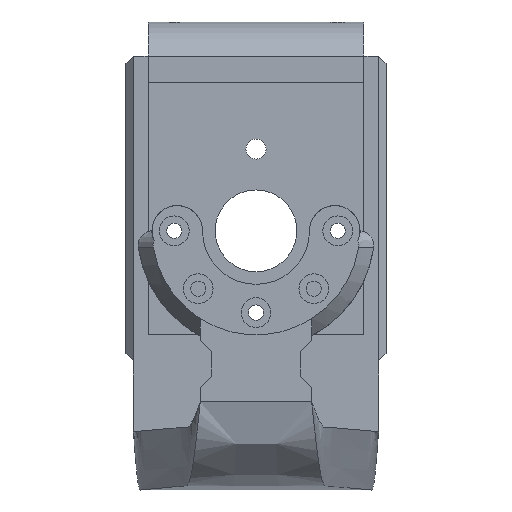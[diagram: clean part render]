
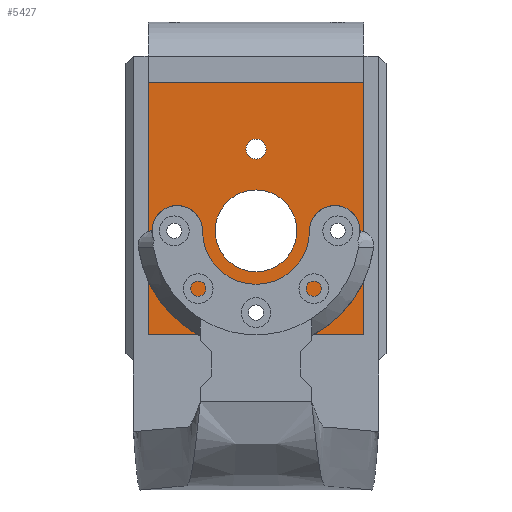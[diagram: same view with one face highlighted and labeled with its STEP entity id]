
A CAD part, front view. The second image highlights one B-rep face of the part: STEP entity #5427.
In plain terms, the highlighted planar face has unit normal (0, -1, 0).
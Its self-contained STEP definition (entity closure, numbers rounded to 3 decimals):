
#30=FACE_BOUND('',#1768,.T.);
#31=FACE_BOUND('',#1769,.T.);
#32=FACE_BOUND('',#1770,.T.);
#33=FACE_BOUND('',#1771,.T.);
#34=FACE_BOUND('',#1772,.T.);
#101=CIRCLE('',#5768,1.35);
#102=CIRCLE('',#5769,1.35);
#105=CIRCLE('',#5773,1.35);
#106=CIRCLE('',#5774,1.35);
#109=CIRCLE('',#5778,1.35);
#110=CIRCLE('',#5779,1.35);
#113=CIRCLE('',#5783,5.5);
#114=CIRCLE('',#5784,5.5);
#117=CIRCLE('',#5788,1.35);
#118=CIRCLE('',#5789,1.35);
#473=LINE('',#13815,#846);
#474=LINE('',#13818,#847);
#475=LINE('',#13820,#848);
#476=LINE('',#13821,#849);
#846=VECTOR('',#6678,1.);
#847=VECTOR('',#6681,1.);
#848=VECTOR('',#6682,1.);
#849=VECTOR('',#6683,1.);
#1110=PLANE('',#5798);
#1426=FACE_OUTER_BOUND('',#1767,.T.);
#1767=EDGE_LOOP('',(#4742,#4743,#4744,#4745));
#1768=EDGE_LOOP('',(#4746,#4747));
#1769=EDGE_LOOP('',(#4748,#4749));
#1770=EDGE_LOOP('',(#4750,#4751));
#1771=EDGE_LOOP('',(#4752,#4753));
#1772=EDGE_LOOP('',(#4754,#4755));
#2597=VERTEX_POINT('',#13715);
#2598=VERTEX_POINT('',#13716);
#2601=VERTEX_POINT('',#13725);
#2602=VERTEX_POINT('',#13726);
#2605=VERTEX_POINT('',#13735);
#2606=VERTEX_POINT('',#13736);
#2609=VERTEX_POINT('',#13745);
#2610=VERTEX_POINT('',#13746);
#2613=VERTEX_POINT('',#13755);
#2614=VERTEX_POINT('',#13756);
#2626=VERTEX_POINT('',#13809);
#2628=VERTEX_POINT('',#13813);
#2629=VERTEX_POINT('',#13817);
#2630=VERTEX_POINT('',#13819);
#3326=EDGE_CURVE('',#2597,#2598,#101,.T.);
#3327=EDGE_CURVE('',#2598,#2597,#102,.T.);
#3331=EDGE_CURVE('',#2601,#2602,#105,.T.);
#3332=EDGE_CURVE('',#2602,#2601,#106,.T.);
#3336=EDGE_CURVE('',#2605,#2606,#109,.T.);
#3337=EDGE_CURVE('',#2606,#2605,#110,.T.);
#3341=EDGE_CURVE('',#2609,#2610,#113,.T.);
#3342=EDGE_CURVE('',#2610,#2609,#114,.T.);
#3346=EDGE_CURVE('',#2613,#2614,#117,.T.);
#3347=EDGE_CURVE('',#2614,#2613,#118,.T.);
#3366=EDGE_CURVE('',#2626,#2628,#473,.T.);
#3367=EDGE_CURVE('',#2629,#2626,#474,.T.);
#3368=EDGE_CURVE('',#2630,#2628,#475,.T.);
#3369=EDGE_CURVE('',#2629,#2630,#476,.T.);
#4742=ORIENTED_EDGE('',*,*,#3367,.T.);
#4743=ORIENTED_EDGE('',*,*,#3366,.T.);
#4744=ORIENTED_EDGE('',*,*,#3368,.F.);
#4745=ORIENTED_EDGE('',*,*,#3369,.F.);
#4746=ORIENTED_EDGE('',*,*,#3346,.T.);
#4747=ORIENTED_EDGE('',*,*,#3347,.T.);
#4748=ORIENTED_EDGE('',*,*,#3341,.T.);
#4749=ORIENTED_EDGE('',*,*,#3342,.T.);
#4750=ORIENTED_EDGE('',*,*,#3336,.T.);
#4751=ORIENTED_EDGE('',*,*,#3337,.T.);
#4752=ORIENTED_EDGE('',*,*,#3331,.T.);
#4753=ORIENTED_EDGE('',*,*,#3332,.T.);
#4754=ORIENTED_EDGE('',*,*,#3326,.T.);
#4755=ORIENTED_EDGE('',*,*,#3327,.T.);
#5427=ADVANCED_FACE('',(#1426,#30,#31,#32,#33,#34),#1110,.F.);
#5768=AXIS2_PLACEMENT_3D('',#13717,#6600,#6601);
#5769=AXIS2_PLACEMENT_3D('',#13718,#6602,#6603);
#5773=AXIS2_PLACEMENT_3D('',#13727,#6611,#6612);
#5774=AXIS2_PLACEMENT_3D('',#13728,#6613,#6614);
#5778=AXIS2_PLACEMENT_3D('',#13737,#6622,#6623);
#5779=AXIS2_PLACEMENT_3D('',#13738,#6624,#6625);
#5783=AXIS2_PLACEMENT_3D('',#13747,#6633,#6634);
#5784=AXIS2_PLACEMENT_3D('',#13748,#6635,#6636);
#5788=AXIS2_PLACEMENT_3D('',#13757,#6644,#6645);
#5789=AXIS2_PLACEMENT_3D('',#13758,#6646,#6647);
#5798=AXIS2_PLACEMENT_3D('',#13816,#6679,#6680);
#6600=DIRECTION('center_axis',(0.,1.,0.));
#6601=DIRECTION('ref_axis',(0.,0.,
1.));
#6602=DIRECTION('center_axis',(0.,1.,0.));
#6603=DIRECTION('ref_axis',(0.,0.,
1.));
#6611=DIRECTION('center_axis',(0.,1.,0.));
#6612=DIRECTION('ref_axis',(0.,0.,
1.));
#6613=DIRECTION('center_axis',(0.,1.,0.));
#6614=DIRECTION('ref_axis',(0.,0.,
1.));
#6622=DIRECTION('center_axis',(0.,1.,0.));
#6623=DIRECTION('ref_axis',(0.,0.,
1.));
#6624=DIRECTION('center_axis',(0.,1.,0.));
#6625=DIRECTION('ref_axis',(0.,0.,
1.));
#6633=DIRECTION('center_axis',(0.,1.,0.));
#6634=DIRECTION('ref_axis',(0.,0.,
1.));
#6635=DIRECTION('center_axis',(0.,1.,0.));
#6636=DIRECTION('ref_axis',(0.,0.,
1.));
#6644=DIRECTION('center_axis',(0.,1.,0.));
#6645=DIRECTION('ref_axis',(0.,0.,
1.));
#6646=DIRECTION('center_axis',(0.,1.,0.));
#6647=DIRECTION('ref_axis',(0.,0.,
1.));
#6678=DIRECTION('',(-1.,0.,0.));
#6679=DIRECTION('center_axis',(0.,1.,0.));
#6680=DIRECTION('ref_axis',(-1.,0.,0.));
#6681=DIRECTION('',(0.,0.,1.));
#6682=DIRECTION('',(0.,0.,1.));
#6683=DIRECTION('',(-1.,0.,0.));
#13715=CARTESIAN_POINT('',(-0.52,-2.662,2.853));
#13716=CARTESIAN_POINT('',(-0.52,-2.662,0.153));
#13717=CARTESIAN_POINT('Origin',(-0.52,-2.662,1.503));
#13718=CARTESIAN_POINT('Origin',(-0.52,-2.662,1.503));
#13725=CARTESIAN_POINT('',(-0.52,-2.662,-19.147));
#13726=CARTESIAN_POINT('',(-0.52,-2.662,-21.847));
#13727=CARTESIAN_POINT('Origin',(-0.52,-2.662,-20.497));
#13728=CARTESIAN_POINT('Origin',(-0.52,-2.662,-20.497));
#13735=CARTESIAN_POINT('',(-11.52,-2.662,-8.147));
#13736=CARTESIAN_POINT('',(-11.52,-2.662,-10.847));
#13737=CARTESIAN_POINT('Origin',(-11.52,-2.662,-9.497));
#13738=CARTESIAN_POINT('Origin',(-11.52,-2.662,-9.497));
#13745=CARTESIAN_POINT('',(-0.52,-2.662,-3.997));
#13746=CARTESIAN_POINT('',(-0.52,-2.662,-14.997));
#13747=CARTESIAN_POINT('Origin',(-0.52,-2.662,-9.497));
#13748=CARTESIAN_POINT('Origin',(-0.52,-2.662,-9.497));
#13755=CARTESIAN_POINT('',(10.48,-2.662,-8.147));
#13756=CARTESIAN_POINT('',(10.48,-2.662,-10.847));
#13757=CARTESIAN_POINT('Origin',(10.48,-2.662,-9.497));
#13758=CARTESIAN_POINT('Origin',(10.48,-2.662,-9.497));
#13809=CARTESIAN_POINT('',(13.98,-2.662,10.503));
#13813=CARTESIAN_POINT('',(-15.02,-2.662,10.503));
#13815=CARTESIAN_POINT('',(13.98,-2.662,10.503));
#13816=CARTESIAN_POINT('Origin',(13.98,-2.662,-26.997));
#13817=CARTESIAN_POINT('',(13.98,-2.662,-23.497));
#13818=CARTESIAN_POINT('',(13.98,-2.662,-26.997));
#13819=CARTESIAN_POINT('',(-15.02,-2.662,-23.497));
#13820=CARTESIAN_POINT('',(-15.02,-2.662,-26.997));
#13821=CARTESIAN_POINT('',(13.98,-2.662,-23.497));
